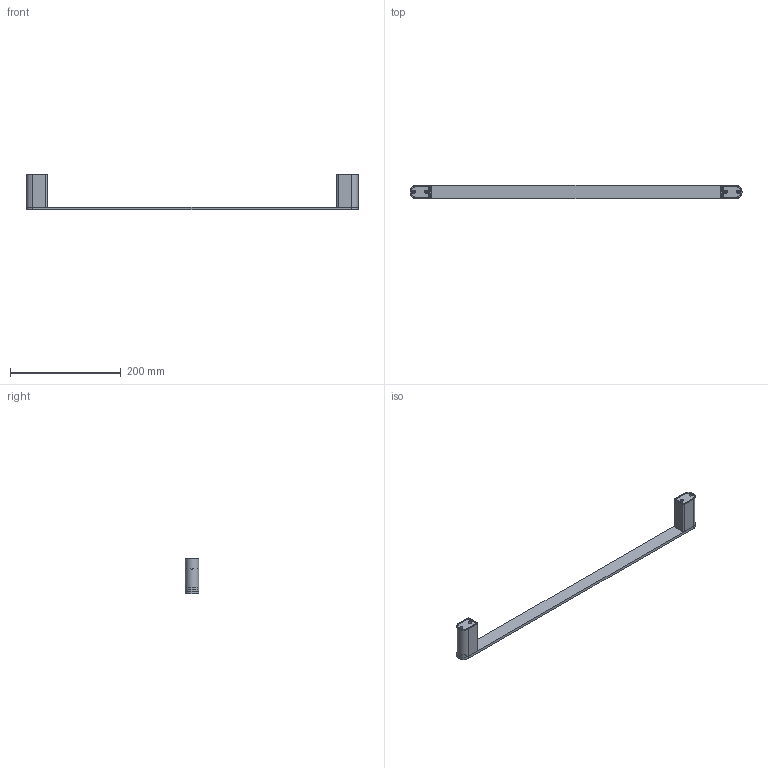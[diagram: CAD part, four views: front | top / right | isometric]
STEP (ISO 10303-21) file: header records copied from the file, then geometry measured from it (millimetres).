
FILE_DESCRIPTION((''),'2;1');
FILE_NAME('93203_ASM','2024-03-11T',('Administrator'),(''),'PRO/ENGINEER BY PARAMETRIC TECHNOLOGY CORPORATION, 2010280','PRO/ENGINEER BY PARAMETRIC TECHNOLOGY CORPORATION, 2010280','');
FILE_SCHEMA(('CONFIG_CONTROL_DESIGN'));
Length unit declared in the file: millimetre
Products named in the file (12): MGC2207; MGC2204; MJC1040; AJC0743_ASM; MGC2205WJX; AJC0744_ASM; BLC0017WXX; BLC0012WXX; MZB0219; BLC0057WXX; BLC0015WXX; 93203_ASM
Assembly tree (25 placements, depth 3):
  93203_ASM
    MGC2207
    AJC0743_ASM
      MGC2204
      MJC1040
    AJC0744_ASM
      MGC2205WJX
      MJC1040
    BLC0017WXX  x4
    BLC0012WXX  x4
    MZB0219  x2
    BLC0057WXX  x4
    BLC0015WXX  x4
Bounding box: 600 x 25 x 65 mm (x, y, z)
Volume: 119782.3 mm3; surface area: 78874.1 mm2
Topology: 23 solids, 31 shells, 710 faces, 1784 edges, 1120 vertices
Faces by surface type: cylinder 334, plane 228, bspline 72, cone 64, sphere 8, torus 4
Entity records: 15227 total; most frequent: CARTESIAN_POINT 8728, ORIENTED_EDGE 1278, DIRECTION 1266, EDGE_CURVE 655, AXIS2_PLACEMENT_3D 467, VERTEX_POINT 419, VECTOR 332, LINE 332
